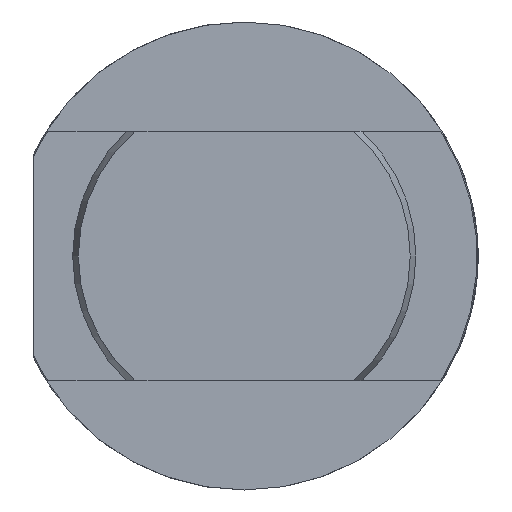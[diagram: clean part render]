
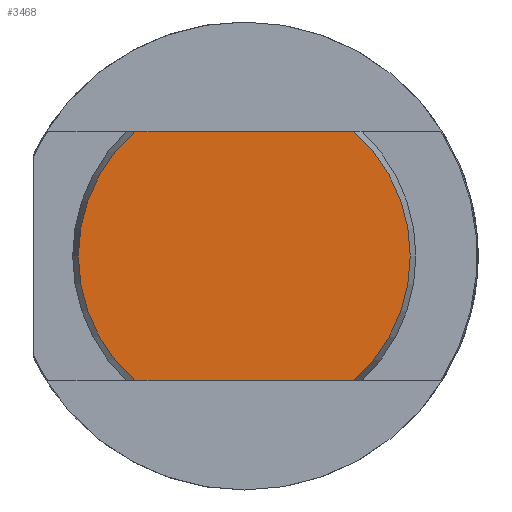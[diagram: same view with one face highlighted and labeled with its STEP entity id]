
A CAD part, left-side view. The second image highlights one B-rep face of the part: STEP entity #3468.
In plain terms, the highlighted planar face has unit normal (-1, 0, 0).
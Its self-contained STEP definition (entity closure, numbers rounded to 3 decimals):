
#14 = EDGE_LOOP ( 'NONE', ( #242, #241, #240, #239 ) ) ;
#239 = ORIENTED_EDGE ( 'NONE', *, *, #2068, .F. ) ;
#240 = ORIENTED_EDGE ( 'NONE', *, *, #2054, .T. ) ;
#241 = ORIENTED_EDGE ( 'NONE', *, *, #2066, .F. ) ;
#242 = ORIENTED_EDGE ( 'NONE', *, *, #2067, .T. ) ;
#607 = AXIS2_PLACEMENT_3D ( 'NONE', #3025, #3030, #3031 ) ;
#615 = AXIS2_PLACEMENT_3D ( 'NONE', #3061, #3073, #3074 ) ;
#666 = AXIS2_PLACEMENT_3D ( 'NONE', #3390, #3393, #3394 ) ;
#1065 = CIRCLE ( 'NONE', #607, 10.636 ) ;
#1067 = LINE ( 'NONE', #3075, #1074 ) ;
#1072 = LINE ( 'NONE', #3070, #1073 ) ;
#1073 = VECTOR ( 'NONE', #3071, 1000. ) ;
#1074 = VECTOR ( 'NONE', #3076, 1000. ) ;
#1078 = CIRCLE ( 'NONE', #615, 10.636 ) ;
#1180 = FACE_OUTER_BOUND ( 'NONE', #14, .T. ) ;
#2054 = EDGE_CURVE ( 'NONE', #2189, #2159, #1065, .T. ) ;
#2066 = EDGE_CURVE ( 'NONE', #2189, #2143, #1072, .T. ) ;
#2067 = EDGE_CURVE ( 'NONE', #2139, #2143, #1078, .T. ) ;
#2068 = EDGE_CURVE ( 'NONE', #2139, #2159, #1067, .T. ) ;
#2139 = VERTEX_POINT ( 'NONE', #3204 ) ;
#2143 = VERTEX_POINT ( 'NONE', #3208 ) ;
#2159 = VERTEX_POINT ( 'NONE', #3223 ) ;
#2189 = VERTEX_POINT ( 'NONE', #3254 ) ;
#3025 = CARTESIAN_POINT ( 'NONE',  ( 0., 0., 0. ) ) ;
#3030 = DIRECTION ( 'NONE',  ( -1., 0., 0. ) ) ;
#3031 = DIRECTION ( 'NONE',  ( 0., 0., -1. ) ) ;
#3061 = CARTESIAN_POINT ( 'NONE',  ( 0., 0., 0. ) ) ;
#3070 = CARTESIAN_POINT ( 'NONE',  ( 0., 12.75, -8. ) ) ;
#3071 = DIRECTION ( 'NONE',  ( 0., 1., 0. ) ) ;
#3073 = DIRECTION ( 'NONE',  ( -1., 0., 0. ) ) ;
#3074 = DIRECTION ( 'NONE',  ( 0., 0., -1. ) ) ;
#3075 = CARTESIAN_POINT ( 'NONE',  ( 0., 12.75, 8. ) ) ;
#3076 = DIRECTION ( 'NONE',  ( 0., -1., 0. ) ) ;
#3204 = CARTESIAN_POINT ( 'NONE',  ( 0., 7.009, 8. ) ) ;
#3208 = CARTESIAN_POINT ( 'NONE',  ( 0., 7.009, -8. ) ) ;
#3223 = CARTESIAN_POINT ( 'NONE',  ( 0., -7.009, 8. ) ) ;
#3254 = CARTESIAN_POINT ( 'NONE',  ( 0., -7.009, -8. ) ) ;
#3390 = CARTESIAN_POINT ( 'NONE',  ( 0., 0., 0. ) ) ;
#3391 = PLANE ( 'NONE',  #666 ) ;
#3393 = DIRECTION ( 'NONE',  ( 1., 0., 0. ) ) ;
#3394 = DIRECTION ( 'NONE',  ( 0., 0., -1. ) ) ;
#3468 = ADVANCED_FACE ( 'NONE', ( #1180 ), #3391, .F. ) ;
